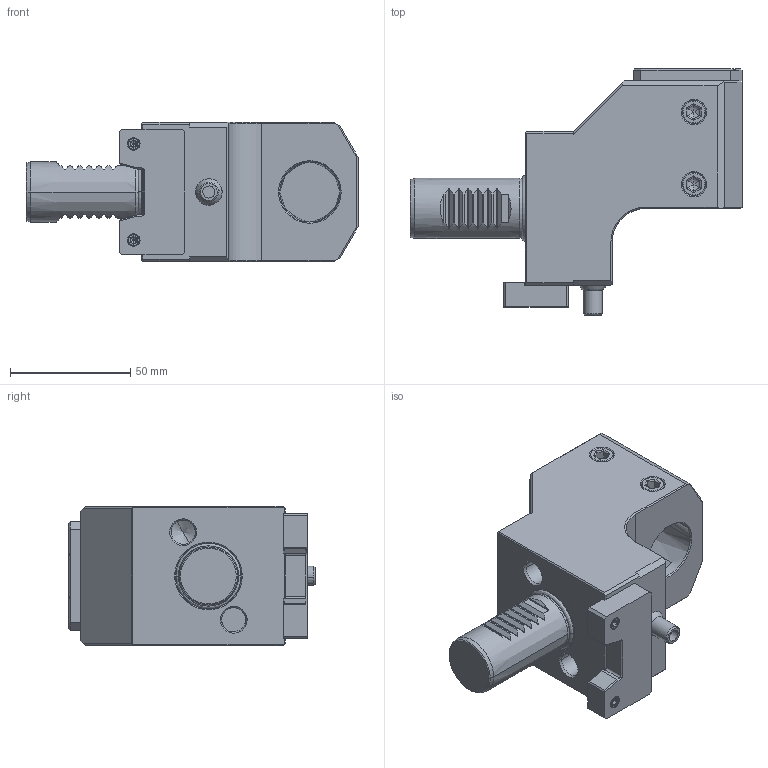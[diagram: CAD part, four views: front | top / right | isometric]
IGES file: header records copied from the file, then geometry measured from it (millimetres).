
Start section:  PTC IGES file: ngt_id_25_25_70o_it.igs
Global section: file name: ngt_id_25_25_70o_it.igs; native system: Pro/ENGINEER by Parametric Technology Corporation; preprocessor: 2010280; author: vali; organization: Unknown; date: 20250618.135337; units: millimetre
Bounding box: 138 x 102.34 x 58 mm (x, y, z)
Volume: 316275.1 mm3; surface area: 42172.1 mm2
Topology: 1 solids, 1 shells, 493 faces, 1189 edges, 693 vertices
Faces by surface type: bspline 290, revolution 203
